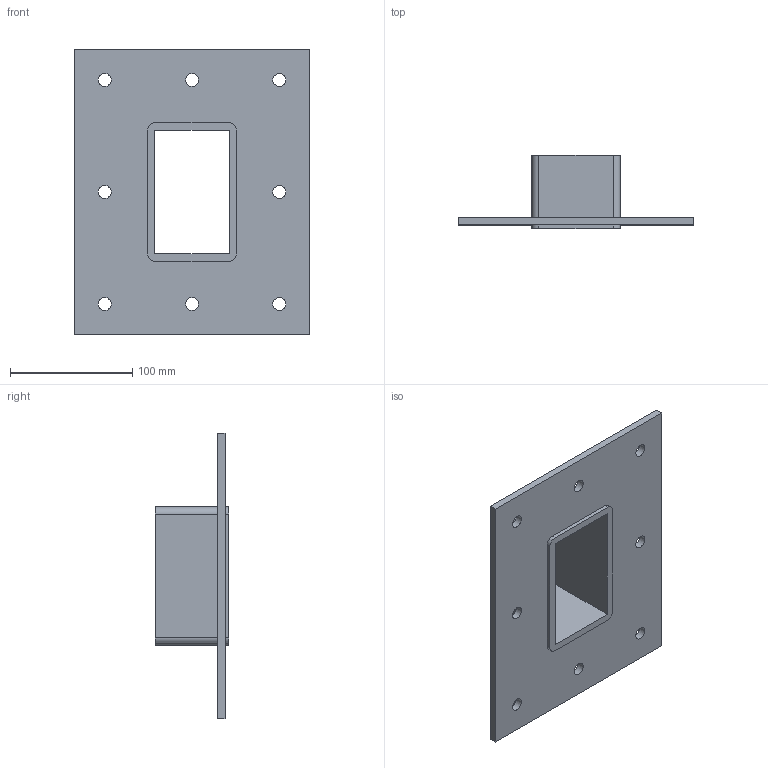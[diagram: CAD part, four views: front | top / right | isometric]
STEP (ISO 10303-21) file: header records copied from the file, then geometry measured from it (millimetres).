
FILE_DESCRIPTION((''),'2;1');
FILE_NAME('GHM1X1.stp','2015-01-12T10:22:57',(''),(''),'Autodesk Inventor 2013','Autodesk Inventor 2013','');
FILE_SCHEMA(('AUTOMOTIVE_DESIGN { 1 0 10303 214 1 1 1 1 }'));
Length unit declared in the file: millimetre
Products named in the file (1): GHM-ISO
Bounding box: 192.5 x 60 x 233 mm (x, y, z)
Volume: 339054.9 mm3; surface area: 121645.7 mm2
Topology: 1 solids, 1 shells, 36 faces, 104 edges, 72 vertices
Faces by surface type: plane 20, cylinder 16
Full cylindrical faces by diameter (mm): 10.5 x8
Entity records: 1154 total; most frequent: DIRECTION 194, CARTESIAN_POINT 189, ORIENTED_EDGE 176, EDGE_CURVE 88, AXIS2_PLACEMENT_3D 69, VERTEX_POINT 64, EDGE_LOOP 64, VECTOR 56
